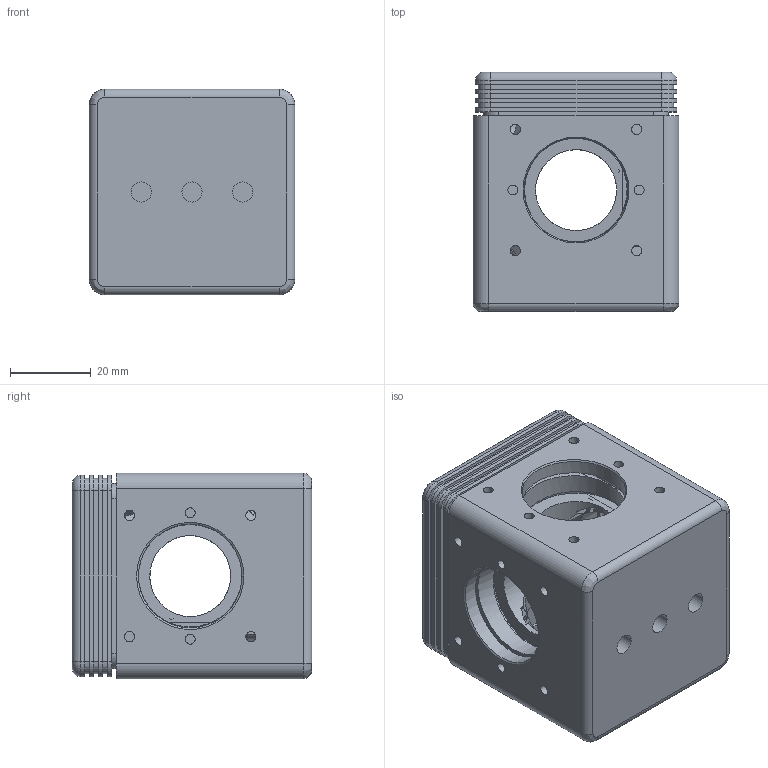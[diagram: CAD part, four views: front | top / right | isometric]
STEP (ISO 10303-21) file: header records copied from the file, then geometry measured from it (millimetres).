
FILE_DESCRIPTION (( 'STEP AP203' ), '1' );
FILE_NAME ('530132.STEP', '2025-04-27T08:25:58', ( 'Windows User' ), ( 'P R C' ), 'SwSTEP 2.0', 'SolidWorks 2020', '' );
FILE_SCHEMA (( 'CONFIG_CONTROL_DESIGN' ));
Length unit declared in the file: millimetre
Products named in the file (1): 530132
Bounding box: 50.8 x 59.12 x 50.8 mm (x, y, z)
Volume: 81494.9 mm3; surface area: 52346.1 mm2
Topology: 24 solids, 26 shells, 874 faces, 2247 edges, 1479 vertices
Faces by surface type: plane 466, cylinder 262, bspline 105, cone 37, torus 4
Full cylindrical faces by diameter (mm): 1.5 x6, 1.6 x2, 2 x2, 2.03 x2, 2.05 x2, 2.413 x8, 2.5 x5, 2.501 x16, 2.9 x2, 3 x2, 3.4 x2, 4 x3, 4.6 x2, 5 x6, 5.08 x4, 5.5 x2, 5.6 x2, 6 x8, 20 x2, 23.825 x2, 25.603 x8, 26.797 x1, 26.8 x1
Entity records: 30123 total; most frequent: CARTESIAN_POINT 10043, ORIENTED_EDGE 4106, DIRECTION 3865, EDGE_CURVE 2053, VERTEX_POINT 1431, AXIS2_PLACEMENT_3D 1314, LINE 1237, VECTOR 1237
